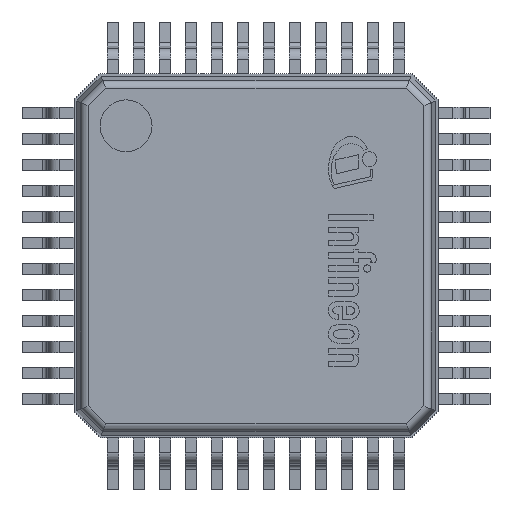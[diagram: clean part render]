
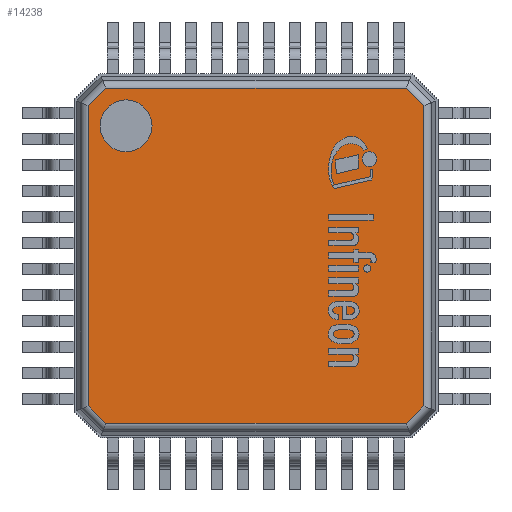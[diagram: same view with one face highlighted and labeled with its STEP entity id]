
A CAD part, top view. The second image highlights one B-rep face of the part: STEP entity #14238.
In plain terms, the highlighted planar face has unit normal (0, 0, 1).
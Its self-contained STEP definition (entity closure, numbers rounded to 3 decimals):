
#201=FACE_BOUND('',#5242,.T.);
#247=PLANE('',#15164);
#883=LINE('',#20637,#2540);
#885=LINE('',#20645,#2542);
#887=LINE('',#20651,#2544);
#889=LINE('',#20657,#2546);
#891=LINE('',#20663,#2548);
#894=LINE('',#20671,#2551);
#896=LINE('',#20677,#2553);
#898=LINE('',#20681,#2555);
#2540=VECTOR('',#16492,1.);
#2542=VECTOR('',#16500,1.);
#2544=VECTOR('',#16506,1.);
#2546=VECTOR('',#16512,1.);
#2548=VECTOR('',#16518,1.);
#2551=VECTOR('',#16525,1.);
#2553=VECTOR('',#16531,1.);
#2555=VECTOR('',#16537,1.);
#4400=FACE_OUTER_BOUND('',#5241,.T.);
#5241=EDGE_LOOP('',(#10154,#10155,#10156,#10157,#10158,#10159,#10160,#10161));
#5242=EDGE_LOOP('',(#10162,#10163));
#6048=CIRCLE('',#15165,0.5);
#6049=CIRCLE('',#15166,0.5);
#6492=VERTEX_POINT('',#20635);
#6493=VERTEX_POINT('',#20636);
#6496=VERTEX_POINT('',#20644);
#6498=VERTEX_POINT('',#20650);
#6500=VERTEX_POINT('',#20656);
#6502=VERTEX_POINT('',#20662);
#6505=VERTEX_POINT('',#20670);
#6507=VERTEX_POINT('',#20676);
#6513=VERTEX_POINT('',#20701);
#6514=VERTEX_POINT('',#20702);
#7922=EDGE_CURVE('',#6492,#6493,#883,.T.);
#7926=EDGE_CURVE('',#6493,#6496,#885,.T.);
#7929=EDGE_CURVE('',#6496,#6498,#887,.T.);
#7932=EDGE_CURVE('',#6498,#6500,#889,.T.);
#7935=EDGE_CURVE('',#6500,#6502,#891,.T.);
#7939=EDGE_CURVE('',#6502,#6505,#894,.T.);
#7942=EDGE_CURVE('',#6505,#6507,#896,.T.);
#7945=EDGE_CURVE('',#6507,#6492,#898,.T.);
#7955=EDGE_CURVE('',#6513,#6514,#6048,.T.);
#7956=EDGE_CURVE('',#6514,#6513,#6049,.T.);
#10154=ORIENTED_EDGE('',*,*,#7922,.F.);
#10155=ORIENTED_EDGE('',*,*,#7945,.F.);
#10156=ORIENTED_EDGE('',*,*,#7942,.F.);
#10157=ORIENTED_EDGE('',*,*,#7939,.F.);
#10158=ORIENTED_EDGE('',*,*,#7935,.F.);
#10159=ORIENTED_EDGE('',*,*,#7932,.F.);
#10160=ORIENTED_EDGE('',*,*,#7929,.F.);
#10161=ORIENTED_EDGE('',*,*,#7926,.F.);
#10162=ORIENTED_EDGE('',*,*,#7955,.F.);
#10163=ORIENTED_EDGE('',*,*,#7956,.F.);
#14238=ADVANCED_FACE('',(#4400,#201),#247,.T.);
#15164=AXIS2_PLACEMENT_3D('',#20700,#16555,#16556);
#15165=AXIS2_PLACEMENT_3D('',#20703,#16557,#16558);
#15166=AXIS2_PLACEMENT_3D('',#20704,#16559,#16560);
#16492=DIRECTION('',(0.707,-0.707,0.));
#16500=DIRECTION('',(0.,-1.,0.));
#16506=DIRECTION('',(-0.707,-0.707,0.));
#16512=DIRECTION('',(-1.,0.,0.));
#16518=DIRECTION('',(-0.707,0.707,0.));
#16525=DIRECTION('',(0.,1.,0.));
#16531=DIRECTION('',(0.707,0.707,0.));
#16537=DIRECTION('',(1.,0.,0.));
#16555=DIRECTION('center_axis',(0.,0.,1.));
#16556=DIRECTION('ref_axis',(0.,-1.,0.));
#16557=DIRECTION('center_axis',(0.,0.,1.));
#16558=DIRECTION('ref_axis',(0.,-1.,0.));
#16559=DIRECTION('center_axis',(0.,0.,1.));
#16560=DIRECTION('ref_axis',(0.,-1.,0.));
#20635=CARTESIAN_POINT('',(2.885,3.223,1.27));
#20636=CARTESIAN_POINT('',(3.223,2.885,1.27));
#20637=CARTESIAN_POINT('',(3.172,2.936,1.27));
#20644=CARTESIAN_POINT('',(3.223,-2.885,1.27));
#20645=CARTESIAN_POINT('',(3.223,-1.49,1.27));
#20650=CARTESIAN_POINT('',(2.885,-3.223,1.27));
#20651=CARTESIAN_POINT('',(2.936,-3.172,1.27));
#20656=CARTESIAN_POINT('',(-2.885,-3.223,1.27));
#20657=CARTESIAN_POINT('',(-1.49,-3.223,1.27));
#20662=CARTESIAN_POINT('',(-3.223,-2.885,1.27));
#20663=CARTESIAN_POINT('',(-3.172,-2.936,1.27));
#20670=CARTESIAN_POINT('',(-3.223,2.885,1.27));
#20671=CARTESIAN_POINT('',(-3.223,1.49,1.27));
#20676=CARTESIAN_POINT('',(-2.885,3.223,1.27));
#20677=CARTESIAN_POINT('',(-2.936,3.172,1.27));
#20681=CARTESIAN_POINT('',(1.49,3.223,1.27));
#20700=CARTESIAN_POINT('Origin',(0.,0.,
1.27));
#20701=CARTESIAN_POINT('',(-2.5,2.,1.27));
#20702=CARTESIAN_POINT('',(-2.5,3.,1.27));
#20703=CARTESIAN_POINT('Origin',(-2.5,2.5,1.27));
#20704=CARTESIAN_POINT('Origin',(-2.5,2.5,1.27));
